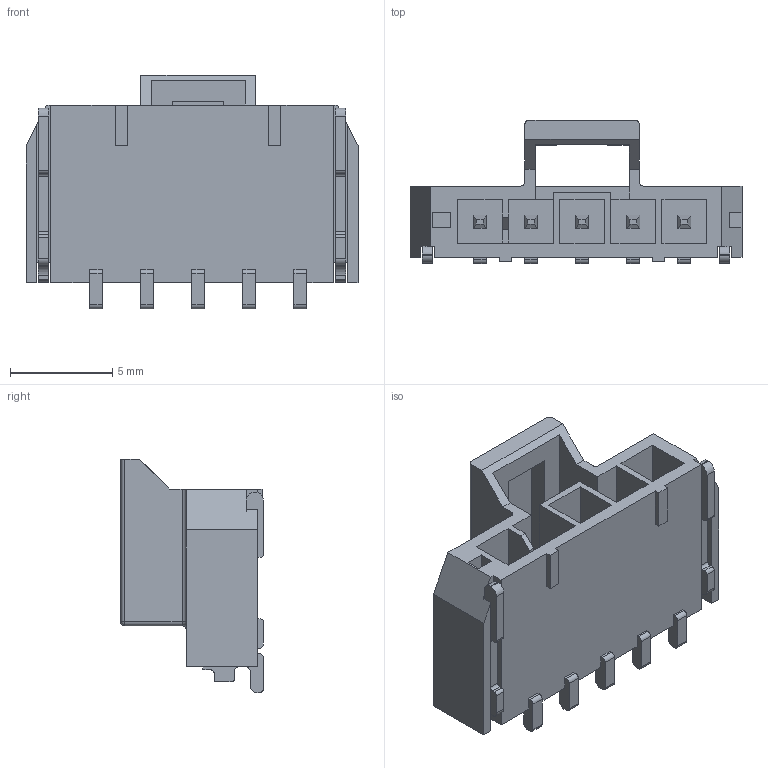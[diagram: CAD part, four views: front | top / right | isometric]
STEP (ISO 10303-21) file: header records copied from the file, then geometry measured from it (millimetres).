
FILE_DESCRIPTION((''),'2;1');
FILE_NAME('1054302105','2019-01-29T',('gga'),(''),'PRO/ENGINEER BY PARAMETRIC TECHNOLOGY CORPORATION, 2016010','PRO/ENGINEER BY PARAMETRIC TECHNOLOGY CORPORATION, 2016010','');
FILE_SCHEMA(('CONFIG_CONTROL_DESIGN'));
Length unit declared in the file: millimetre
Products named in the file (1): 1054302105
Bounding box: 16.24 x 6.99 x 11.43 mm (x, y, z)
Volume: 388.1 mm3; surface area: 1047.1 mm2
Topology: 1 solids, 1 shells, 295 faces, 840 edges, 558 vertices
Faces by surface type: plane 232, cylinder 59, torus 2, sphere 2
Entity records: 9480 total; most frequent: CARTESIAN_POINT 1666, ORIENTED_EDGE 1624, DIRECTION 1552, EDGE_CURVE 812, VECTOR 720, LINE 720, VERTEX_POINT 530, AXIS2_PLACEMENT_3D 416
